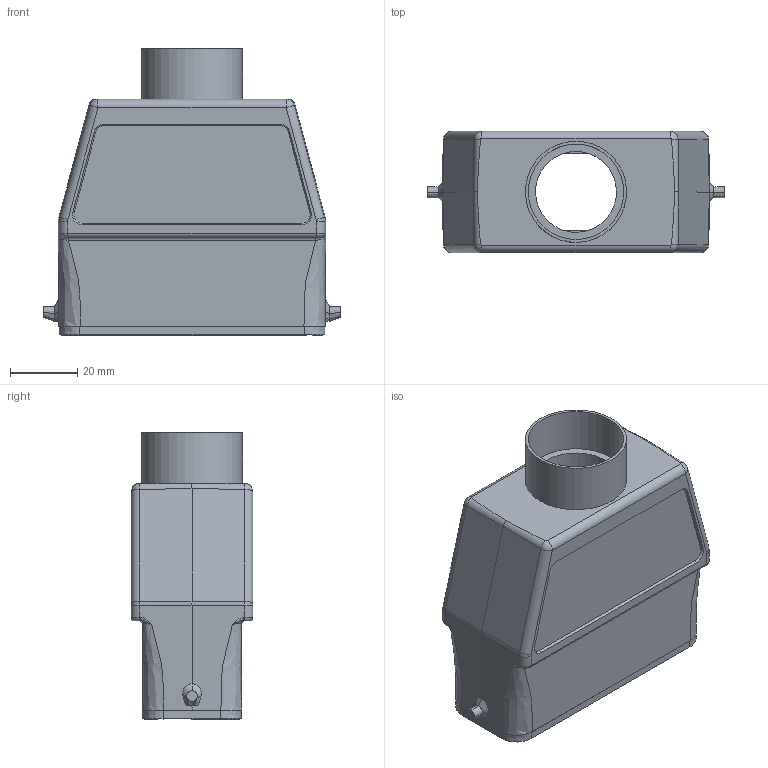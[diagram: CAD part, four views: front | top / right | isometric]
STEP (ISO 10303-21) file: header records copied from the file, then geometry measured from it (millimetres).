
FILE_DESCRIPTION(/* description */ (''),/* implementation_level */ '2;1');
FILE_NAME(/* name */ '100763747ugm000_a.stp',/* time_stamp */ '2018-08-09T17:26:56+02:00',/* author */ (''),/* organization */ (''),/* preprocessor_version */ 'ST-DEVELOPER v16.7',/* originating_system */ 'SIEMENS PLM Software NX 12.0',/* authorisation */ '');
FILE_SCHEMA (('AUTOMOTIVE_DESIGN { 1 0 10303 214 3 1 1 1 }'));
Length unit declared in the file: millimetre
Products named in the file (1): 100763747ugm000_a
Bounding box: 88.3 x 36 x 85 mm (x, y, z)
Volume: 66895.7 mm3; surface area: 34367.6 mm2
Topology: 1 solids, 1 shells, 398 faces, 1554 edges, 1727 vertices
Faces by surface type: plane 192, cylinder 91, bspline 82, cone 24, torus 5, sphere 4
Full cylindrical faces by diameter (mm): 3 x4, 24 x1, 28.3 x1, 30 x1
Entity records: 18924 total; most frequent: CARTESIAN_POINT 5878, ORIENTED_EDGE 1932, DIRECTION 1853, EDGE_CURVE 966, PRESENTATION_STYLE_ASSIGNMENT 694, LINE 687, VECTOR 687, VERTEX_POINT 610
